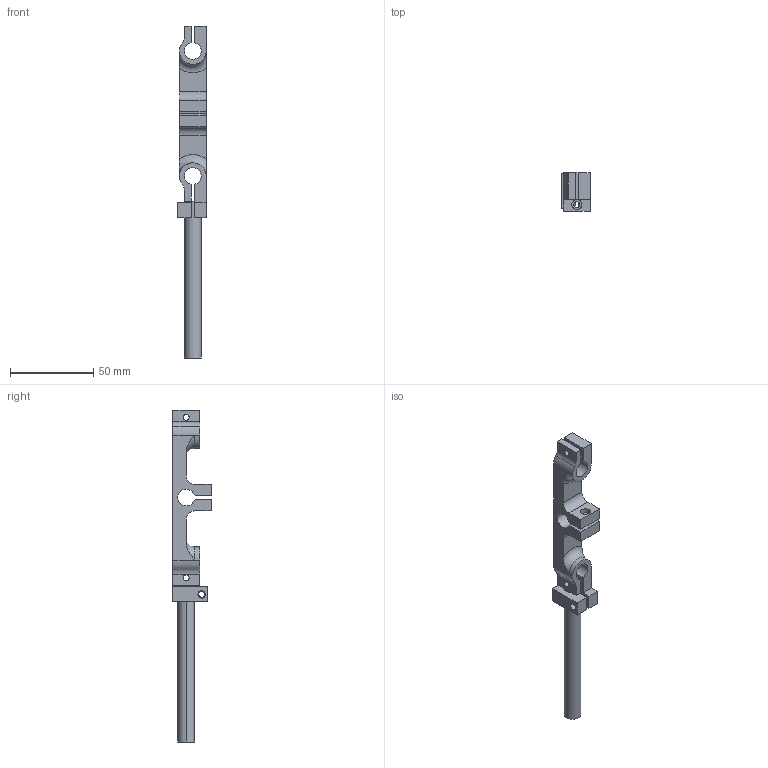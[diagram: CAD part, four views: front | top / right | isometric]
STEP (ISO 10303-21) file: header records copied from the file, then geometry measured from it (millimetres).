
FILE_DESCRIPTION (( 'STEP AP203' ), '1' );
FILE_NAME ('updownconnect_2_Default_sldprt.STEP', '2023-12-01T19:27:37', ( '' ), ( '' ), 'SwSTEP 2.0', 'SolidWorks 2023', '' );
FILE_SCHEMA (( 'CONFIG_CONTROL_DESIGN' ));
Length unit declared in the file: millimetre
Products named in the file (1): updownconnect_2_Default_sldprt
Bounding box: 17 x 23 x 199 mm (x, y, z)
Volume: 21844 mm3; surface area: 16105.5 mm2
Topology: 2 solids, 2 shells, 92 faces, 246 edges, 163 vertices
Faces by surface type: cylinder 49, plane 41, torus 2
Entity records: 3078 total; most frequent: CARTESIAN_POINT 570, DIRECTION 529, ORIENTED_EDGE 492, EDGE_CURVE 246, AXIS2_PLACEMENT_3D 194, VERTEX_POINT 163, LINE 141, VECTOR 141
